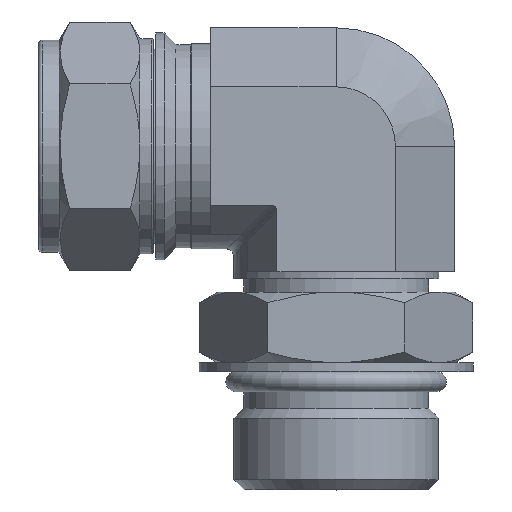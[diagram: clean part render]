
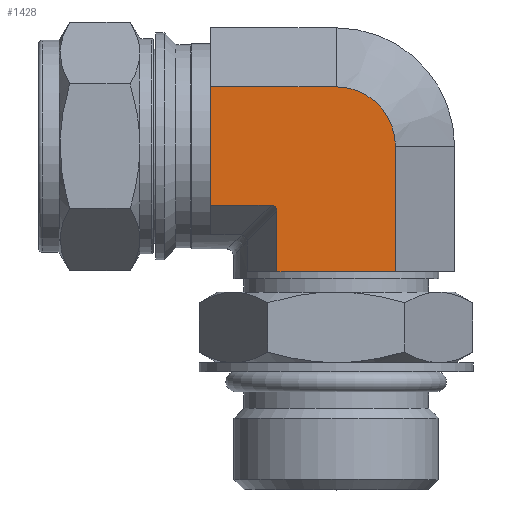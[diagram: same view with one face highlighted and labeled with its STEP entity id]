
A CAD part, top view. The second image highlights one B-rep face of the part: STEP entity #1428.
In plain terms, the highlighted planar face has unit normal (0, 0, 1).
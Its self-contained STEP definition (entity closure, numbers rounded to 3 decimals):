
#21=ELLIPSE('',#1569,1.291,1.);
#110=LINE('',#2379,#190);
#121=LINE('',#2476,#201);
#129=LINE('',#2491,#209);
#130=LINE('',#2493,#210);
#131=LINE('',#2496,#211);
#132=LINE('',#2498,#212);
#133=LINE('',#2500,#213);
#134=LINE('',#2501,#214);
#190=VECTOR('',#1857,10.);
#201=VECTOR('',#1910,10.);
#209=VECTOR('',#1926,10.);
#210=VECTOR('',#1929,10.);
#211=VECTOR('',#1932,10.);
#212=VECTOR('',#1933,10.);
#213=VECTOR('',#1934,10.);
#214=VECTOR('',#1935,10.);
#306=PLANE('',#1597);
#380=FACE_OUTER_BOUND('',#482,.T.);
#482=EDGE_LOOP('',(#1171,#1172,#1173,#1174,#1175,#1176,#1177,#1178,#1179,
#1180));
#582=CIRCLE('',#1586,8.718);
#669=VERTEX_POINT('',#2369);
#670=VERTEX_POINT('',#2371);
#672=VERTEX_POINT('',#2377);
#678=VERTEX_POINT('',#2392);
#685=VERTEX_POINT('',#2460);
#686=VERTEX_POINT('',#2462);
#692=VERTEX_POINT('',#2489);
#693=VERTEX_POINT('',#2495);
#694=VERTEX_POINT('',#2497);
#695=VERTEX_POINT('',#2499);
#824=EDGE_CURVE('',#669,#670,#21,.T.);
#828=EDGE_CURVE('',#672,#669,#110,.T.);
#847=EDGE_CURVE('',#686,#685,#582,.T.);
#854=EDGE_CURVE('',#672,#678,#121,.T.);
#862=EDGE_CURVE('',#692,#686,#129,.T.);
#863=EDGE_CURVE('',#678,#692,#130,.T.);
#864=EDGE_CURVE('',#693,#685,#131,.T.);
#865=EDGE_CURVE('',#693,#694,#132,.T.);
#866=EDGE_CURVE('',#694,#695,#133,.T.);
#867=EDGE_CURVE('',#695,#670,#134,.T.);
#1171=ORIENTED_EDGE('',*,*,#828,.F.);
#1172=ORIENTED_EDGE('',*,*,#854,.T.);
#1173=ORIENTED_EDGE('',*,*,#863,.T.);
#1174=ORIENTED_EDGE('',*,*,#862,.T.);
#1175=ORIENTED_EDGE('',*,*,#847,.T.);
#1176=ORIENTED_EDGE('',*,*,#864,.F.);
#1177=ORIENTED_EDGE('',*,*,#865,.T.);
#1178=ORIENTED_EDGE('',*,*,#866,.T.);
#1179=ORIENTED_EDGE('',*,*,#867,.T.);
#1180=ORIENTED_EDGE('',*,*,#824,.F.);
#1428=ADVANCED_FACE('',(#380),#306,.T.);
#1569=AXIS2_PLACEMENT_3D('',#2372,#1850,#1851);
#1586=AXIS2_PLACEMENT_3D('',#2463,#1894,#1895);
#1597=AXIS2_PLACEMENT_3D('',#2494,#1930,#1931);
#1850=DIRECTION('center_axis',(0.,0.,1.));
#1851=DIRECTION('ref_axis',(0.707,0.707,0.));
#1857=DIRECTION('',(0.,1.,0.));
#1894=DIRECTION('center_axis',(0.,0.,1.));
#1895=DIRECTION('ref_axis',(1.,0.,0.));
#1910=DIRECTION('',(1.,0.,0.));
#1926=DIRECTION('',(0.,1.,0.));
#1929=DIRECTION('',(1.,0.,0.));
#1930=DIRECTION('center_axis',(0.,0.,1.));
#1931=DIRECTION('ref_axis',(0.,-1.,0.));
#1932=DIRECTION('',(1.,0.,0.));
#1933=DIRECTION('',(0.,-1.,0.));
#1934=DIRECTION('',(0.,-1.,0.));
#1935=DIRECTION('',(1.,0.,0.));
#2369=CARTESIAN_POINT('',(-8.718,-9.584,15.1));
#2371=CARTESIAN_POINT('',(-9.584,-8.718,15.1));
#2372=CARTESIAN_POINT('Origin',(-9.873,-9.873,15.1));
#2377=CARTESIAN_POINT('',(-8.718,-18.5,15.1));
#2379=CARTESIAN_POINT('',(-8.718,-18.5,15.1));
#2392=CARTESIAN_POINT('',(0.,-18.5,15.1));
#2460=CARTESIAN_POINT('',(0.,8.718,15.1));
#2462=CARTESIAN_POINT('',(8.718,0.,15.1));
#2463=CARTESIAN_POINT('Origin',(0.,0.,
15.1));
#2476=CARTESIAN_POINT('',(-8.718,-18.5,15.1));
#2489=CARTESIAN_POINT('',(8.718,-18.5,15.1));
#2491=CARTESIAN_POINT('',(8.718,-18.5,15.1));
#2493=CARTESIAN_POINT('',(-8.718,-18.5,15.1));
#2494=CARTESIAN_POINT('Origin',(-18.5,8.718,15.1));
#2495=CARTESIAN_POINT('',(-18.5,8.718,15.1));
#2496=CARTESIAN_POINT('',(-18.5,8.718,15.1));
#2497=CARTESIAN_POINT('',(-18.5,0.,15.1));
#2498=CARTESIAN_POINT('',(-18.5,8.718,15.1));
#2499=CARTESIAN_POINT('',(-18.5,-8.718,15.1));
#2500=CARTESIAN_POINT('',(-18.5,8.718,15.1));
#2501=CARTESIAN_POINT('',(-18.5,-8.718,15.1));
